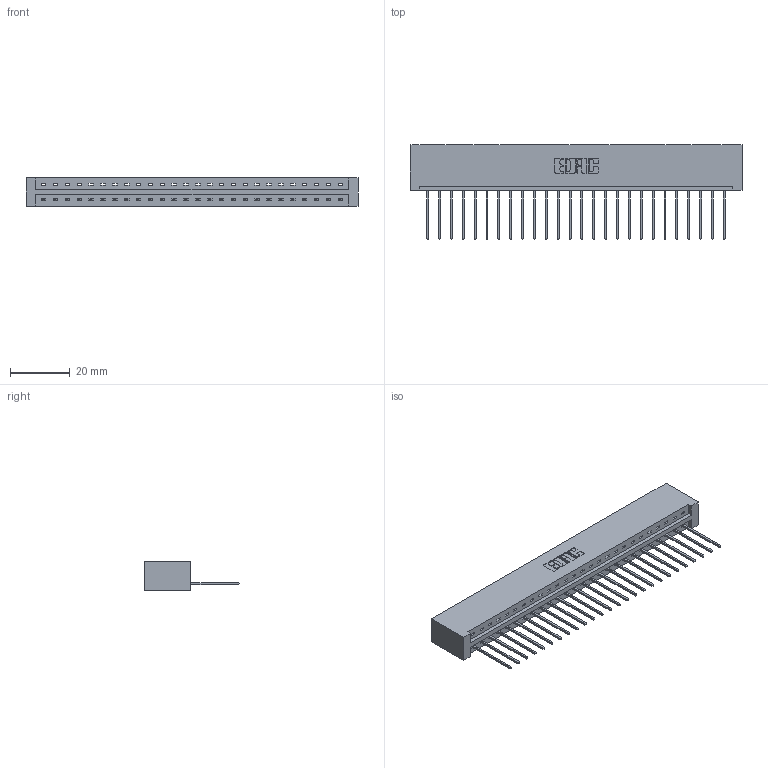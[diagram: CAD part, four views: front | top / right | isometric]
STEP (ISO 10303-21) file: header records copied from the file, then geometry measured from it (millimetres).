
FILE_DESCRIPTION (( 'STEP AP203' ), '1' );
FILE_NAME ('337-026-542-101.STEP', '2018-08-06T05:31:15', ( '' ), ( '' ), 'SwSTEP 2.0', 'SolidWorks 2016', '' );
FILE_SCHEMA (( 'CONFIG_CONTROL_DESIGN' ));
Length unit declared in the file: inch
Products named in the file (3): 337 Part_No Mounting Lugs; 345-292-001_345-293-142; 337-026-542-101
Assembly tree (27 placements, depth 2):
  337-026-542-101
    337 Part_No Mounting Lugs
    345-292-001_345-293-142  x26
Bounding box: 110.9 x 31.63 x 9.4 mm (x, y, z)
Volume: 12122.2 mm3; surface area: 12799.6 mm2
Topology: 27 solids, 27 shells, 1718 faces, 5175 edges, 3414 vertices
Faces by surface type: plane 1262, cylinder 456
Entity records: 21137 total; most frequent: CARTESIAN_POINT 3688, ORIENTED_EDGE 3650, DIRECTION 3129, EDGE_CURVE 1825, LINE 1705, VECTOR 1705, VERTEX_POINT 1214, AXIS2_PLACEMENT_3D 712
